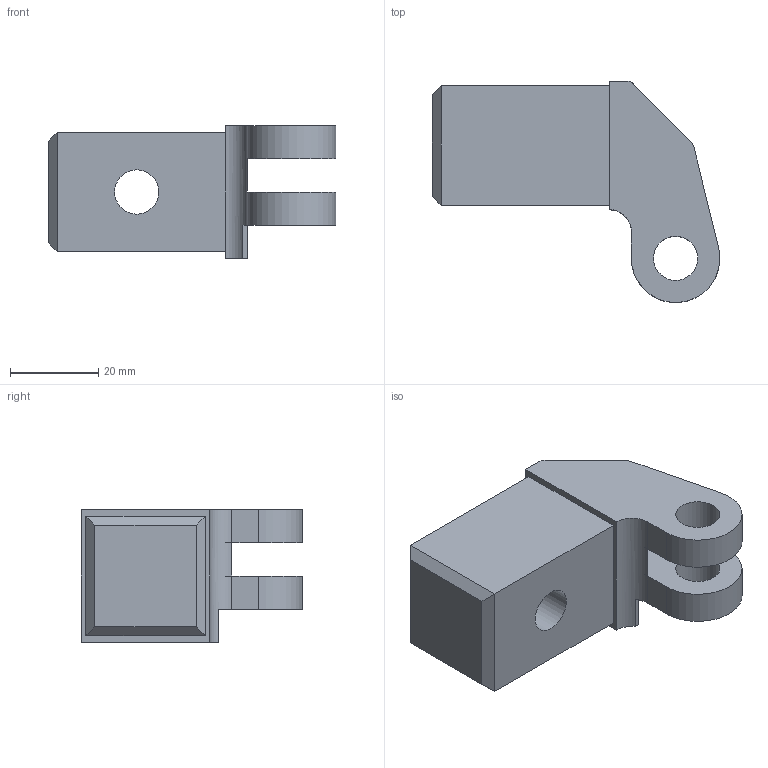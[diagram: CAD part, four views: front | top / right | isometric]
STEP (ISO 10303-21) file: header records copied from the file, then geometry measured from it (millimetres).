
FILE_DESCRIPTION(('STEP AP214'),'1');
FILE_NAME('re.stp','2018-11-11T11:52:43',(' '),(' '),'Spatial InterOp 3D',' ',' ');
FILE_SCHEMA(('AUTOMOTIVE_DESIGN { 1 0 10303 214 1 1 1 1 }'));
Length unit declared in the file: millimetre
Products named in the file (1): Charnière
Bounding box: 64.97 x 49.99 x 30 mm (x, y, z)
Volume: 40624.4 mm3; surface area: 11106.7 mm2
Topology: 1 solids, 1 shells, 34 faces, 90 edges, 59 vertices
Faces by surface type: plane 25, cylinder 9
Full cylindrical faces by diameter (mm): 10 x3
Entity records: 1310 total; most frequent: DIRECTION 176, CARTESIAN_POINT 175, ORIENTED_EDGE 168, EDGE_CURVE 84, LINE 62, VECTOR 62, AXIS2_PLACEMENT_3D 57, VERTEX_POINT 56
